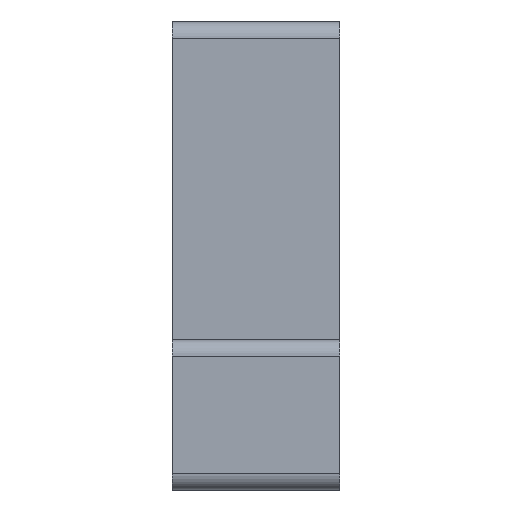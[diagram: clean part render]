
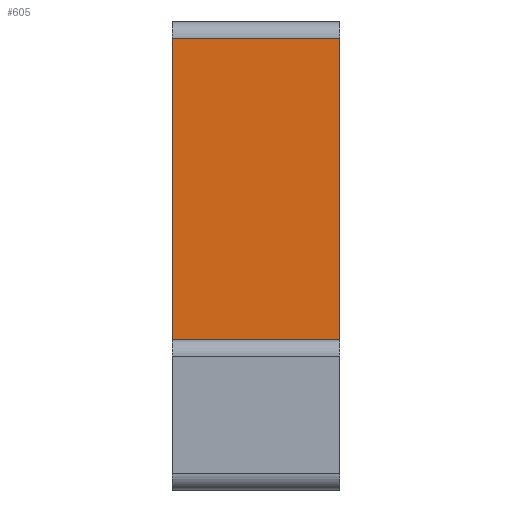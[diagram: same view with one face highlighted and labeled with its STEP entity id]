
A CAD part, left-side view. The second image highlights one B-rep face of the part: STEP entity #605.
In plain terms, the highlighted planar face has unit normal (-1, 0, 0).
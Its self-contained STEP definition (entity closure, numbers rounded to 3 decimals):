
#31=PLANE('',#679);
#61=FACE_OUTER_BOUND('',#94,.T.);
#94=EDGE_LOOP('',(#519,#520,#521,#522));
#109=LINE('',#896,#166);
#122=LINE('',#946,#179);
#153=LINE('',#1030,#210);
#154=LINE('',#1033,#211);
#166=VECTOR('',#711,10.);
#179=VECTOR('',#754,10.);
#210=VECTOR('',#847,10.);
#211=VECTOR('',#852,10.);
#256=VERTEX_POINT('',#893);
#257=VERTEX_POINT('',#895);
#279=VERTEX_POINT('',#944);
#301=VERTEX_POINT('',#1029);
#316=EDGE_CURVE('',#256,#257,#109,.T.);
#341=EDGE_CURVE('',#279,#256,#122,.T.);
#383=EDGE_CURVE('',#257,#301,#153,.T.);
#385=EDGE_CURVE('',#301,#279,#154,.T.);
#519=ORIENTED_EDGE('',*,*,#341,.F.);
#520=ORIENTED_EDGE('',*,*,#385,.F.);
#521=ORIENTED_EDGE('',*,*,#383,.F.);
#522=ORIENTED_EDGE('',*,*,#316,.F.);
#605=ADVANCED_FACE('',(#61),#31,.T.);
#679=AXIS2_PLACEMENT_3D('',#1032,#850,#851);
#711=DIRECTION('',(0.,0.,-1.));
#754=DIRECTION('',(0.,-1.,0.));
#847=DIRECTION('',(0.,1.,0.));
#850=DIRECTION('center_axis',(-1.,0.,0.));
#851=DIRECTION('ref_axis',(0.,0.,1.));
#852=DIRECTION('',(0.,0.,1.));
#893=CARTESIAN_POINT('',(-58.214,0.,25.822));
#895=CARTESIAN_POINT('',(-58.214,0.,-24.578));
#896=CARTESIAN_POINT('',(-58.214,0.,27.822));
#944=CARTESIAN_POINT('',(-58.214,20.,25.822));
#946=CARTESIAN_POINT('',(-58.214,0.,25.822));
#1029=CARTESIAN_POINT('',(-58.214,20.,-24.578));
#1030=CARTESIAN_POINT('',(-58.214,0.,-24.578));
#1032=CARTESIAN_POINT('Origin',(-58.214,0.,-25.178));
#1033=CARTESIAN_POINT('',(-58.214,20.,27.822));
